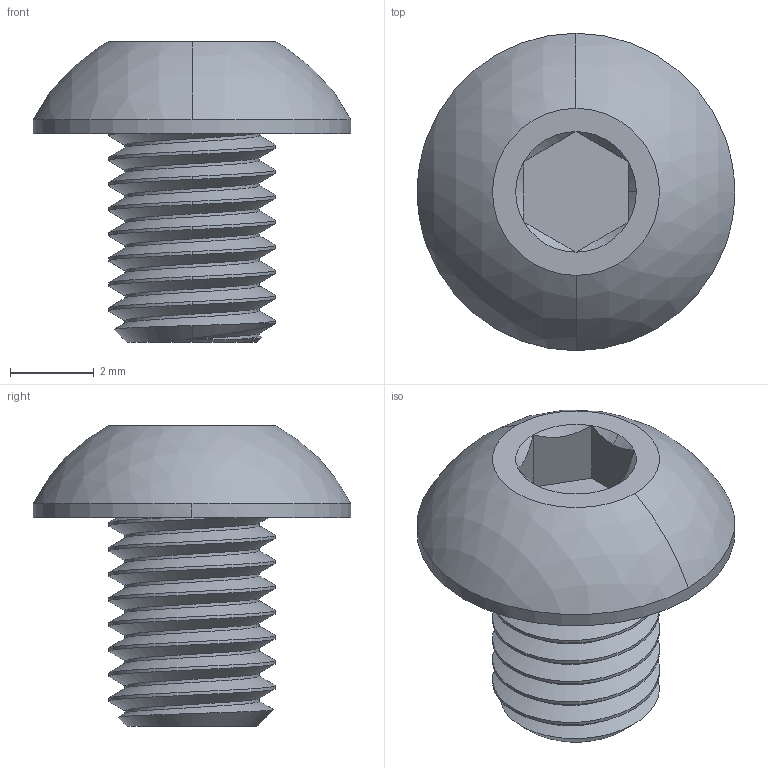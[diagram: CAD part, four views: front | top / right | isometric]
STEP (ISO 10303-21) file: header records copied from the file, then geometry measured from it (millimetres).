
FILE_DESCRIPTION (( 'STEP AP203' ), '1' );
FILE_NAME ('2802-0004-0005.STEP', '2017-04-04T18:20:07', ( '' ), ( '' ), 'SwSTEP 2.0', 'SolidWorks 2016', '' );
FILE_SCHEMA (( 'CONFIG_CONTROL_DESIGN' ));
Length unit declared in the file: millimetre
Products named in the file (1): 2802-0004-0005
Bounding box: 7.6 x 7.6 x 7.2 mm (x, y, z)
Volume: 115.3 mm3; surface area: 223.6 mm2
Topology: 1 solids, 1 shells, 43 faces, 105 edges, 66 vertices
Faces by surface type: cylinder 18, cone 10, plane 10, bspline 3, sphere 2
Entity records: 2395 total; most frequent: CARTESIAN_POINT 1437, ORIENTED_EDGE 210, DIRECTION 157, EDGE_CURVE 105, VERTEX_POINT 66, AXIS2_PLACEMENT_3D 62, EDGE_LOOP 45, FACE_OUTER_BOUND 43
